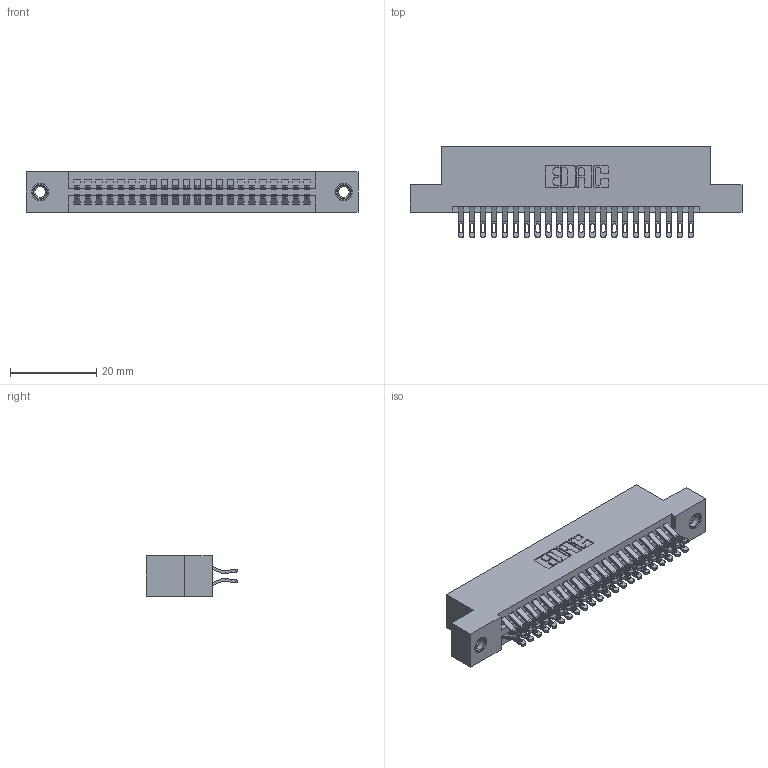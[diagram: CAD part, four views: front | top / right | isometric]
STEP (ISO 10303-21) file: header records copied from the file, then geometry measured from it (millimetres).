
FILE_DESCRIPTION (( 'STEP AP203' ), '1' );
FILE_NAME ('395-044-555-207.STEP', '2019-10-19T02:45:22', ( '' ), ( '' ), 'SwSTEP 2.0', 'SolidWorks 2016', '' );
FILE_SCHEMA (( 'CONFIG_CONTROL_DESIGN' ));
Length unit declared in the file: inch
Products named in the file (4): 345 Part_Flush Mounting Lugs - 0.156 Dia-TI; 345-292-001_555 Tail; 345-250-001_345-250-005-103; 395-044-555-207
Assembly tree (47 placements, depth 2):
  395-044-555-207
    345 Part_Flush Mounting Lugs - 0.156 Dia-TI
    345-292-001_555 Tail  x44
    345-250-001_345-250-005-103  x2
Bounding box: 77.09 x 21.13 x 9.4 mm (x, y, z)
Volume: 7417 mm3; surface area: 11047.9 mm2
Topology: 47 solids, 47 shells, 2650 faces, 8265 edges, 5502 vertices
Faces by surface type: plane 1476, cylinder 1158, cone 12, torus 4
Entity records: 21466 total; most frequent: CARTESIAN_POINT 3633, ORIENTED_EDGE 3530, DIRECTION 3223, EDGE_CURVE 1765, LINE 1505, VECTOR 1505, VERTEX_POINT 1172, AXIS2_PLACEMENT_3D 859
